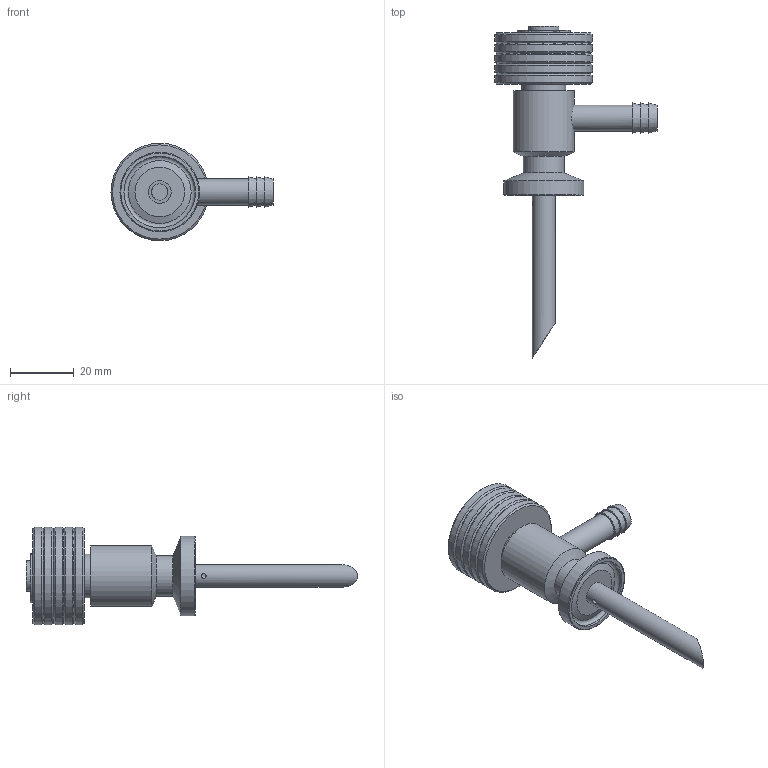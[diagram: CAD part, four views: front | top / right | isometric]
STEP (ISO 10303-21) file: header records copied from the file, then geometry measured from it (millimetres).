
FILE_DESCRIPTION((''),'2;1');
FILE_NAME('OFSV90F - 2 EXT - UP.stp','2013-11-25T16:03:29',('Administrator'),(''),'Autodesk Inventor 2010','Autodesk Inventor 2010','');
FILE_SCHEMA(('AUTOMOTIVE_DESIGN { 1 0 10303 214 1 1 1 1 }'));
Length unit declared in the file: inch
Products named in the file (1): OFSV90F - 2 EXT - UP_Shrinkwrap_1
Bounding box: 50.64 x 103.76 x 30.48 mm (x, y, z)
Surface area: 10073.5 mm2 (no closed solid volume)
Topology: 0 solids, 10 shells, 69 faces, 155 edges, 102 vertices
Faces by surface type: cylinder 29, plane 22, cone 16, torus 1, bspline 1
Full cylindrical faces by diameter (mm): 1.524 x1, 4.699 x1, 5.08 x1, 7.112 x1, 7.696 x1, 7.874 x1, 8.128 x1, 9.017 x1, 9.398 x1, 9.906 x1, 12.7 x1, 13.716 x1, 19.05 x1, 22.352 x1, 24.892 x1, 30.48 x5
Entity records: 2038 total; most frequent: CARTESIAN_POINT 493, DIRECTION 324, ORIENTED_EDGE 186, AXIS2_PLACEMENT_3D 147, EDGE_LOOP 123, EDGE_CURVE 114, VERTEX_POINT 99, CIRCLE 76
